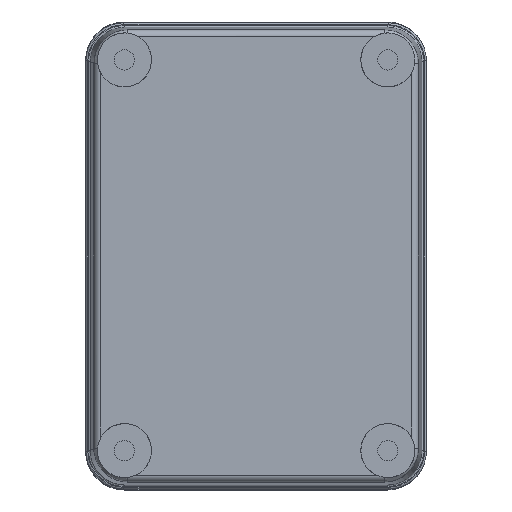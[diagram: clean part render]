
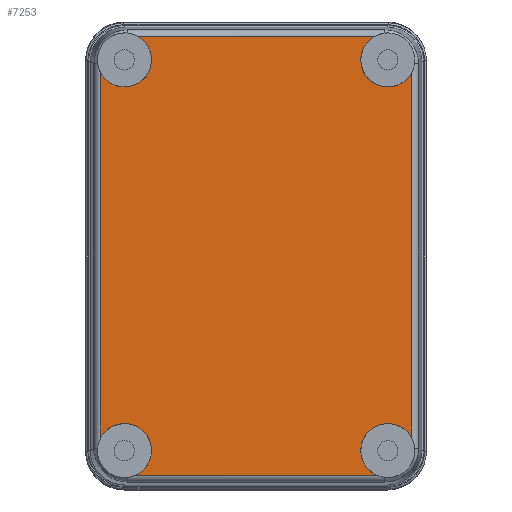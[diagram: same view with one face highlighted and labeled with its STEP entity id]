
A CAD part, front view. The second image highlights one B-rep face of the part: STEP entity #7253.
In plain terms, the highlighted planar face has unit normal (0, -1, 0).
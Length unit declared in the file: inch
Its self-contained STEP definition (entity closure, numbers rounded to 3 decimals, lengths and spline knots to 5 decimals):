
#378 = AXIS2_PLACEMENT_3D ( 'NONE', #9297, #46135, #70785 ) ;
#781 = ORIENTED_EDGE ( 'NONE', *, *, #18770, .T. ) ;
#4080 = EDGE_LOOP ( 'NONE', ( #12737, #75017, #70597, #781, #22105, #25362, #57108, #6645 ) ) ;
#4468 = CARTESIAN_POINT ( 'NONE',  ( -1.08872, -1.965, 2.03135 ) ) ;
#4870 = EDGE_CURVE ( 'NONE', #14295, #39365, #10064, .T. ) ;
#6084 = LINE ( 'NONE', #21430, #67305 ) ;
#6522 = LINE ( 'NONE', #9118, #69689 ) ;
#6645 = ORIENTED_EDGE ( 'NONE', *, *, #50180, .T. ) ;
#7221 = DIRECTION ( 'NONE',  ( 0., -1., 0. ) ) ;
#7253 = ADVANCED_FACE ( 'NONE', ( #64498 ), #71730, .F. ) ;
#8837 = VERTEX_POINT ( 'NONE', #35463 ) ;
#9118 = CARTESIAN_POINT ( 'NONE',  ( 1.19271, -1.965, -2.03135 ) ) ;
#9297 = CARTESIAN_POINT ( 'NONE',  ( 1.22271, -1.965, -1.80306 ) ) ;
#9939 = CIRCLE ( 'NONE', #59724, 0.25 ) ;
#10064 = CIRCLE ( 'NONE', #24952, 0.25 ) ;
#11936 = DIRECTION ( 'NONE',  ( 0., 0., 1. ) ) ;
#12737 = ORIENTED_EDGE ( 'NONE', *, *, #60328, .F. ) ;
#14028 = CARTESIAN_POINT ( 'NONE',  ( -1.21729, -1.965, 1.81694 ) ) ;
#14295 = VERTEX_POINT ( 'NONE', #50606 ) ;
#16036 = CARTESIAN_POINT ( 'NONE',  ( 1.19271, -1.965, 1.7805 ) ) ;
#18770 = EDGE_CURVE ( 'NONE', #45843, #55207, #6084, .T. ) ;
#20640 = CARTESIAN_POINT ( 'NONE',  ( -1.43839, -1.965, -1.68637 ) ) ;
#21430 = CARTESIAN_POINT ( 'NONE',  ( 1.19271, -1.965, 2.03135 ) ) ;
#21697 = CARTESIAN_POINT ( 'NONE',  ( -1.21729, -1.965, -1.80306 ) ) ;
#22105 = ORIENTED_EDGE ( 'NONE', *, *, #52015, .F. ) ;
#22992 = CARTESIAN_POINT ( 'NONE',  ( 1.09413, -1.965, 2.03135 ) ) ;
#23190 = VERTEX_POINT ( 'NONE', #51307 ) ;
#24952 = AXIS2_PLACEMENT_3D ( 'NONE', #21697, #40929, #28602 ) ;
#25362 = ORIENTED_EDGE ( 'NONE', *, *, #63647, .T. ) ;
#28602 = DIRECTION ( 'NONE',  ( 1., 0., 0. ) ) ;
#31159 = CARTESIAN_POINT ( 'NONE',  ( 1.22271, -1.965, 1.81694 ) ) ;
#31674 = EDGE_CURVE ( 'NONE', #8837, #67395, #53498, .T. ) ;
#32139 = DIRECTION ( 'NONE',  ( 1., 0., 0. ) ) ;
#32974 = DIRECTION ( 'NONE',  ( 0., 0., -1. ) ) ;
#35463 = CARTESIAN_POINT ( 'NONE',  ( 1.4438, -1.965, -1.68637 ) ) ;
#39365 = VERTEX_POINT ( 'NONE', #20640 ) ;
#40372 = CARTESIAN_POINT ( 'NONE',  ( 1.12082, -1.965, -2.03135 ) ) ;
#40929 = DIRECTION ( 'NONE',  ( 0., -1., 0. ) ) ;
#43223 = EDGE_CURVE ( 'NONE', #45843, #67395, #46727, .T. ) ;
#44090 = AXIS2_PLACEMENT_3D ( 'NONE', #16036, #65270, #47084 ) ;
#45843 = VERTEX_POINT ( 'NONE', #22992 ) ;
#46135 = DIRECTION ( 'NONE',  ( 0., -1., 0. ) ) ;
#46479 = CARTESIAN_POINT ( 'NONE',  ( 1.4438, -1.965, 1.70026 ) ) ;
#46727 = CIRCLE ( 'NONE', #76754, 0.25 ) ;
#47084 = DIRECTION ( 'NONE',  ( 1., 0., 0. ) ) ;
#48896 = VECTOR ( 'NONE', #32974, 39.37008 ) ;
#49133 = CIRCLE ( 'NONE', #378, 0.25 ) ;
#50180 = EDGE_CURVE ( 'NONE', #14295, #77723, #6522, .T. ) ;
#50606 = CARTESIAN_POINT ( 'NONE',  ( -1.11541, -1.965, -2.03135 ) ) ;
#51307 = CARTESIAN_POINT ( 'NONE',  ( -1.43839, -1.965, 1.70026 ) ) ;
#52015 = EDGE_CURVE ( 'NONE', #23190, #55207, #9939, .T. ) ;
#53498 = LINE ( 'NONE', #61071, #56331 ) ;
#55207 = VERTEX_POINT ( 'NONE', #4468 ) ;
#56274 = DIRECTION ( 'NONE',  ( 0., -1., 0. ) ) ;
#56331 = VECTOR ( 'NONE', #11936, 39.37008 ) ;
#57108 = ORIENTED_EDGE ( 'NONE', *, *, #4870, .F. ) ;
#59724 = AXIS2_PLACEMENT_3D ( 'NONE', #14028, #56274, #32139 ) ;
#60328 = EDGE_CURVE ( 'NONE', #8837, #77723, #49133, .T. ) ;
#61071 = CARTESIAN_POINT ( 'NONE',  ( 1.4438, -1.965, 1.7805 ) ) ;
#61278 = LINE ( 'NONE', #76408, #48896 ) ;
#63647 = EDGE_CURVE ( 'NONE', #23190, #39365, #61278, .T. ) ;
#64498 = FACE_OUTER_BOUND ( 'NONE', #4080, .T. ) ;
#65270 = DIRECTION ( 'NONE',  ( 0., 1., 0. ) ) ;
#67305 = VECTOR ( 'NONE', #70693, 39.37008 ) ;
#67395 = VERTEX_POINT ( 'NONE', #46479 ) ;
#67905 = DIRECTION ( 'NONE',  ( 1., 0., 0. ) ) ;
#69689 = VECTOR ( 'NONE', #75697, 39.37008 ) ;
#70597 = ORIENTED_EDGE ( 'NONE', *, *, #43223, .F. ) ;
#70693 = DIRECTION ( 'NONE',  ( -1., 0., 0. ) ) ;
#70785 = DIRECTION ( 'NONE',  ( 1., 0., 0. ) ) ;
#71730 = PLANE ( 'NONE',  #44090 ) ;
#75017 = ORIENTED_EDGE ( 'NONE', *, *, #31674, .T. ) ;
#75697 = DIRECTION ( 'NONE',  ( 1., 0., 0. ) ) ;
#76408 = CARTESIAN_POINT ( 'NONE',  ( -1.43839, -1.965, 1.7805 ) ) ;
#76754 = AXIS2_PLACEMENT_3D ( 'NONE', #31159, #7221, #67905 ) ;
#77723 = VERTEX_POINT ( 'NONE', #40372 ) ;
